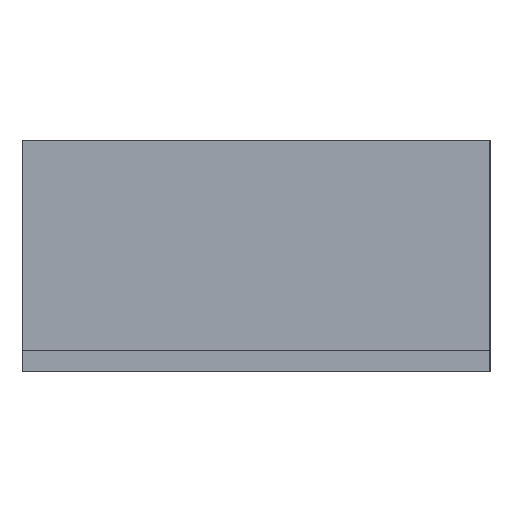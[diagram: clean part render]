
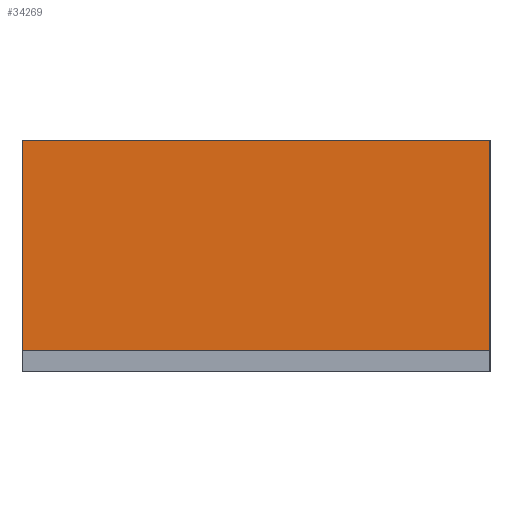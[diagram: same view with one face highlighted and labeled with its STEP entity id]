
A CAD part, left-side view. The second image highlights one B-rep face of the part: STEP entity #34269.
In plain terms, the highlighted planar face has unit normal (-1, 0, 0).
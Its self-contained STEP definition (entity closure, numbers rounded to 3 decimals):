
#423=PLANE('',#35813);
#2290=LINE('',#46476,#5702);
#2403=LINE('',#46780,#5815);
#2404=LINE('',#46783,#5816);
#2405=LINE('',#46784,#5817);
#5702=VECTOR('',#38335,1000.);
#5815=VECTOR('',#38492,1000.);
#5816=VECTOR('',#38493,1000.);
#5817=VECTOR('',#38494,1000.);
#9726=ORIENTED_EDGE('',*,*,#16990,.T.);
#9727=ORIENTED_EDGE('',*,*,#16991,.F.);
#9728=ORIENTED_EDGE('',*,*,#16852,.F.);
#9729=ORIENTED_EDGE('',*,*,#16992,.T.);
#16852=EDGE_CURVE('',#20538,#20539,#2290,.T.);
#16990=EDGE_CURVE('',#20676,#20677,#2403,.T.);
#16991=EDGE_CURVE('',#20539,#20677,#2404,.T.);
#16992=EDGE_CURVE('',#20538,#20676,#2405,.T.);
#20538=VERTEX_POINT('',#46477);
#20539=VERTEX_POINT('',#46478);
#20676=VERTEX_POINT('',#46781);
#20677=VERTEX_POINT('',#46782);
#22613=EDGE_LOOP('',(#9726,#9727,#9728,#9729));
#24047=FACE_BOUND('',#22613,.T.);
#34269=ADVANCED_FACE('',(#24047),#423,.F.);
#35813=AXIS2_PLACEMENT_3D('',#46779,#38490,#38491);
#38335=DIRECTION('',(0.,-1.,0.));
#38490=DIRECTION('',(1.,0.,0.));
#38491=DIRECTION('',(0.,0.,-1.));
#38492=DIRECTION('',(0.,-1.,0.));
#38493=DIRECTION('',(0.,0.,-1.));
#38494=DIRECTION('',(0.,0.,-1.));
#46476=CARTESIAN_POINT('',(-5.5,3.,3.));
#46477=CARTESIAN_POINT('',(-5.5,3.,3.));
#46478=CARTESIAN_POINT('',(-5.5,-3.,3.));
#46779=CARTESIAN_POINT('',(-5.5,3.,3.));
#46780=CARTESIAN_POINT('',(-5.5,3.,0.3));
#46781=CARTESIAN_POINT('',(-5.5,3.,0.3));
#46782=CARTESIAN_POINT('',(-5.5,-3.,0.3));
#46783=CARTESIAN_POINT('',(-5.5,-3.,3.));
#46784=CARTESIAN_POINT('',(-5.5,3.,3.));
